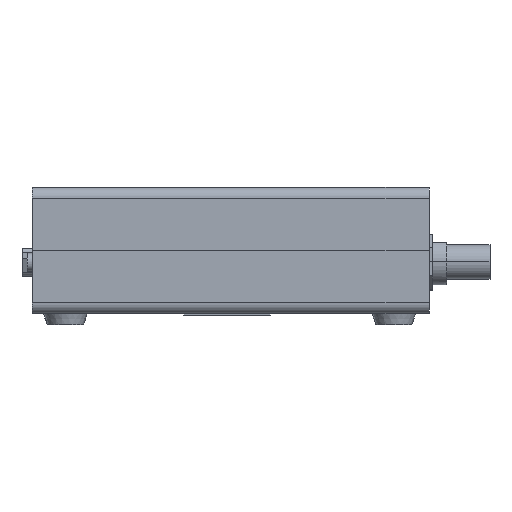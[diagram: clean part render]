
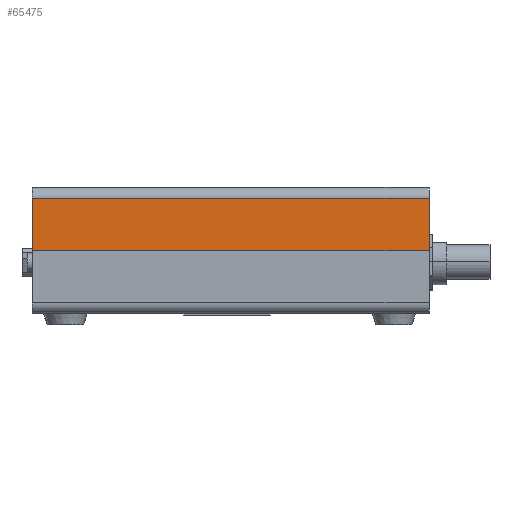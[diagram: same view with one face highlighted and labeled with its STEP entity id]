
A CAD part, left-side view. The second image highlights one B-rep face of the part: STEP entity #65475.
In plain terms, the highlighted planar face has unit normal (-1, 0, 0).
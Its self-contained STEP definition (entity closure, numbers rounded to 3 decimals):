
#493 = LINE ( 'NONE', #21554, #20970 ) ;
#1241 = VERTEX_POINT ( 'NONE', #1604 ) ;
#1604 = CARTESIAN_POINT ( 'NONE',  ( -146.212, 65.625, 73.338 ) ) ;
#7923 = PLANE ( 'NONE',  #53880 ) ;
#12895 = LINE ( 'NONE', #24929, #36420 ) ;
#13171 = CARTESIAN_POINT ( 'NONE',  ( -146.212, -44.375, 73.338 ) ) ;
#13807 = EDGE_CURVE ( 'NONE', #14221, #52909, #493, .T. ) ;
#14221 = VERTEX_POINT ( 'NONE', #16094 ) ;
#14413 = LINE ( 'NONE', #60051, #50415 ) ;
#14826 = EDGE_LOOP ( 'NONE', ( #53480, #71520, #38194, #70086 ) ) ;
#15060 = VERTEX_POINT ( 'NONE', #13171 ) ;
#15281 = CARTESIAN_POINT ( 'NONE',  ( -146.212, 65.625, 87.838 ) ) ;
#16094 = CARTESIAN_POINT ( 'NONE',  ( -146.212, -44.375, 87.838 ) ) ;
#20453 = DIRECTION ( 'NONE',  ( 0., 0., 1. ) ) ;
#20970 = VECTOR ( 'NONE', #67197, 1000. ) ;
#21554 = CARTESIAN_POINT ( 'NONE',  ( -146.212, 65.625, 87.838 ) ) ;
#24929 = CARTESIAN_POINT ( 'NONE',  ( -146.212, 65.625, 73.338 ) ) ;
#27279 = DIRECTION ( 'NONE',  ( 1., 0., 0. ) ) ;
#27913 = EDGE_CURVE ( 'NONE', #1241, #52909, #12895, .T. ) ;
#28111 = FACE_OUTER_BOUND ( 'NONE', #14826, .T. ) ;
#29144 = DIRECTION ( 'NONE',  ( 0., 1., 0. ) ) ;
#30507 = EDGE_CURVE ( 'NONE', #15060, #14221, #14413, .T. ) ;
#36036 = CARTESIAN_POINT ( 'NONE',  ( -146.212, -44.375, 73.338 ) ) ;
#36420 = VECTOR ( 'NONE', #51169, 1000. ) ;
#38194 = ORIENTED_EDGE ( 'NONE', *, *, #27913, .F. ) ;
#40897 = EDGE_CURVE ( 'NONE', #15060, #1241, #61472, .T. ) ;
#50415 = VECTOR ( 'NONE', #20453, 1000. ) ;
#51169 = DIRECTION ( 'NONE',  ( 0., 0., 1. ) ) ;
#52909 = VERTEX_POINT ( 'NONE', #15281 ) ;
#53480 = ORIENTED_EDGE ( 'NONE', *, *, #30507, .T. ) ;
#53880 = AXIS2_PLACEMENT_3D ( 'NONE', #66475, #27279, #54384 ) ;
#54384 = DIRECTION ( 'NONE',  ( 0., -1., 0. ) ) ;
#60051 = CARTESIAN_POINT ( 'NONE',  ( -146.212, -44.375, 73.338 ) ) ;
#61472 = LINE ( 'NONE', #36036, #73259 ) ;
#65475 = ADVANCED_FACE ( 'NONE', ( #28111 ), #7923, .F. ) ;
#66475 = CARTESIAN_POINT ( 'NONE',  ( -146.212, -44.375, 73.338 ) ) ;
#67197 = DIRECTION ( 'NONE',  ( 0., 1., 0. ) ) ;
#70086 = ORIENTED_EDGE ( 'NONE', *, *, #40897, .F. ) ;
#71520 = ORIENTED_EDGE ( 'NONE', *, *, #13807, .T. ) ;
#73259 = VECTOR ( 'NONE', #29144, 1000. ) ;
